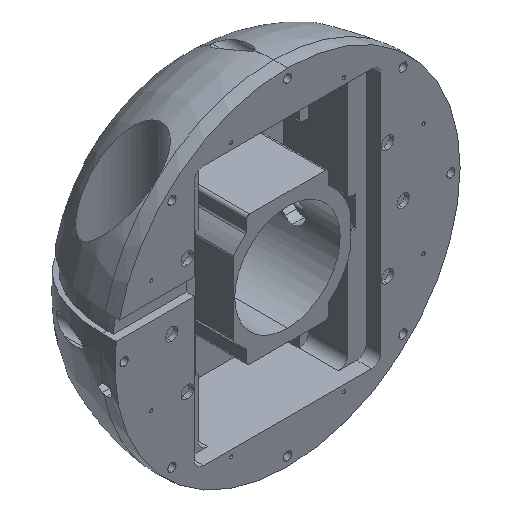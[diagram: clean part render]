
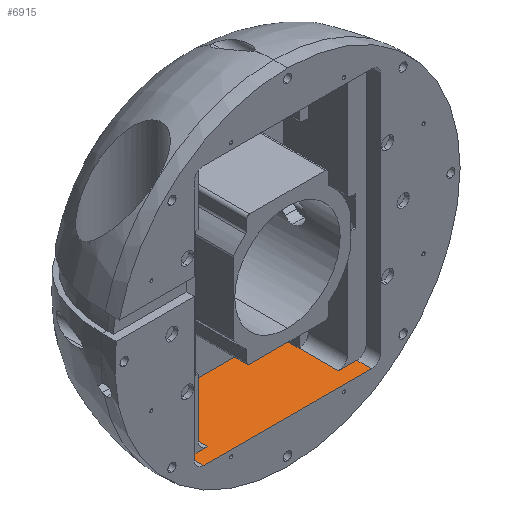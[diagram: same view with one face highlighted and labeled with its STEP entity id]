
A CAD part, isometric view. The second image highlights one B-rep face of the part: STEP entity #6915.
In plain terms, the highlighted planar face has unit normal (0, 0, 1).
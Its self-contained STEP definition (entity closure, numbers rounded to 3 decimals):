
#122 = VERTEX_POINT ( 'NONE', #9014 ) ;
#151 = CARTESIAN_POINT ( 'NONE',  ( -60.5, 9.5, -84.2 ) ) ;
#212 = DIRECTION ( 'NONE',  ( -1., 0., 0. ) ) ;
#291 = CARTESIAN_POINT ( 'NONE',  ( -42.5, 51., -84.2 ) ) ;
#316 = LINE ( 'NONE', #11246, #7081 ) ;
#339 = ORIENTED_EDGE ( 'NONE', *, *, #5191, .F. ) ;
#627 = VERTEX_POINT ( 'NONE', #3663 ) ;
#701 = EDGE_CURVE ( 'NONE', #1348, #122, #7128, .T. ) ;
#792 = CARTESIAN_POINT ( 'NONE',  ( -42.5, 0., -84.2 ) ) ;
#1025 = VECTOR ( 'NONE', #3640, 1000. ) ;
#1067 = ORIENTED_EDGE ( 'NONE', *, *, #12810, .T. ) ;
#1131 = LINE ( 'NONE', #151, #7721 ) ;
#1348 = VERTEX_POINT ( 'NONE', #9552 ) ;
#1883 = VECTOR ( 'NONE', #7577, 1000. ) ;
#1967 = ORIENTED_EDGE ( 'NONE', *, *, #8750, .T. ) ;
#2018 = CARTESIAN_POINT ( 'NONE',  ( 42.5, 51., -84.2 ) ) ;
#2513 = EDGE_CURVE ( 'NONE', #4405, #12044, #7285, .T. ) ;
#2737 = LINE ( 'NONE', #4873, #12219 ) ;
#2743 = AXIS2_PLACEMENT_3D ( 'NONE', #3348, #12102, #5604 ) ;
#2869 = CARTESIAN_POINT ( 'NONE',  ( 60.5, 9.5, -84.2 ) ) ;
#2976 = DIRECTION ( 'NONE',  ( 1., 0., 0. ) ) ;
#3272 = CARTESIAN_POINT ( 'NONE',  ( -42.5, 9.5, -84.2 ) ) ;
#3348 = CARTESIAN_POINT ( 'NONE',  ( -42.5, 51., -84.2 ) ) ;
#3381 = LINE ( 'NONE', #13334, #6179 ) ;
#3640 = DIRECTION ( 'NONE',  ( 1., 0., 0. ) ) ;
#3663 = CARTESIAN_POINT ( 'NONE',  ( -54.5, 9.5, -84.2 ) ) ;
#3769 = VERTEX_POINT ( 'NONE', #4428 ) ;
#4301 = VERTEX_POINT ( 'NONE', #6454 ) ;
#4308 = VECTOR ( 'NONE', #9400, 1000. ) ;
#4321 = EDGE_CURVE ( 'NONE', #7971, #4301, #12941, .T. ) ;
#4405 = VERTEX_POINT ( 'NONE', #291 ) ;
#4428 = CARTESIAN_POINT ( 'NONE',  ( 54.5, 9.5, -84.2 ) ) ;
#4654 = DIRECTION ( 'NONE',  ( 0., -1., 0. ) ) ;
#4873 = CARTESIAN_POINT ( 'NONE',  ( 54.5, 9.5, -84.2 ) ) ;
#5087 = ORIENTED_EDGE ( 'NONE', *, *, #11920, .F. ) ;
#5191 = EDGE_CURVE ( 'NONE', #12044, #122, #316, .T. ) ;
#5604 = DIRECTION ( 'NONE',  ( -1., 0., 0. ) ) ;
#6138 = VERTEX_POINT ( 'NONE', #8202 ) ;
#6179 = VECTOR ( 'NONE', #4654, 1000. ) ;
#6182 = ORIENTED_EDGE ( 'NONE', *, *, #2513, .F. ) ;
#6278 = CARTESIAN_POINT ( 'NONE',  ( 54.5, 0., -84.2 ) ) ;
#6330 = EDGE_CURVE ( 'NONE', #4301, #627, #1131, .T. ) ;
#6454 = CARTESIAN_POINT ( 'NONE',  ( -42.5, 9.5, -84.2 ) ) ;
#6673 = PLANE ( 'NONE',  #2743 ) ;
#6798 = FACE_OUTER_BOUND ( 'NONE', #12633, .T. ) ;
#6915 = ADVANCED_FACE ( 'NONE', ( #6798 ), #6673, .F. ) ;
#7081 = VECTOR ( 'NONE', #10114, 1000. ) ;
#7128 = LINE ( 'NONE', #9110, #8843 ) ;
#7285 = LINE ( 'NONE', #13928, #11367 ) ;
#7318 = ORIENTED_EDGE ( 'NONE', *, *, #701, .T. ) ;
#7577 = DIRECTION ( 'NONE',  ( 0., -1., 0. ) ) ;
#7721 = VECTOR ( 'NONE', #212, 1000. ) ;
#7971 = VERTEX_POINT ( 'NONE', #13815 ) ;
#8054 = ORIENTED_EDGE ( 'NONE', *, *, #6330, .T. ) ;
#8176 = DIRECTION ( 'NONE',  ( 0., 1., 0. ) ) ;
#8202 = CARTESIAN_POINT ( 'NONE',  ( -54.5, 0., -84.2 ) ) ;
#8485 = EDGE_CURVE ( 'NONE', #4405, #7971, #10093, .T. ) ;
#8750 = EDGE_CURVE ( 'NONE', #627, #6138, #3381, .T. ) ;
#8843 = VECTOR ( 'NONE', #8176, 1000. ) ;
#9014 = CARTESIAN_POINT ( 'NONE',  ( 42.5, 35., -84.2 ) ) ;
#9110 = CARTESIAN_POINT ( 'NONE',  ( 42.5, 51., -84.2 ) ) ;
#9400 = DIRECTION ( 'NONE',  ( 1., 0., 0. ) ) ;
#9552 = CARTESIAN_POINT ( 'NONE',  ( 42.5, 9.5, -84.2 ) ) ;
#10093 = LINE ( 'NONE', #10234, #11570 ) ;
#10114 = DIRECTION ( 'NONE',  ( 0., -1., 0. ) ) ;
#10234 = CARTESIAN_POINT ( 'NONE',  ( -42.5, 51., -84.2 ) ) ;
#10526 = LINE ( 'NONE', #792, #4308 ) ;
#10570 = ORIENTED_EDGE ( 'NONE', *, *, #8485, .T. ) ;
#10700 = VERTEX_POINT ( 'NONE', #6278 ) ;
#10889 = DIRECTION ( 'NONE',  ( 0., 1., 0. ) ) ;
#11246 = CARTESIAN_POINT ( 'NONE',  ( 42.5, 51., -84.2 ) ) ;
#11367 = VECTOR ( 'NONE', #2976, 1000. ) ;
#11570 = VECTOR ( 'NONE', #13348, 1000. ) ;
#11920 = EDGE_CURVE ( 'NONE', #1348, #3769, #13402, .T. ) ;
#12044 = VERTEX_POINT ( 'NONE', #2018 ) ;
#12102 = DIRECTION ( 'NONE',  ( 0., 0., -1. ) ) ;
#12219 = VECTOR ( 'NONE', #10889, 1000. ) ;
#12633 = EDGE_LOOP ( 'NONE', ( #10570, #13662, #8054, #1967, #1067, #13192, #5087, #7318, #339, #6182 ) ) ;
#12810 = EDGE_CURVE ( 'NONE', #6138, #10700, #10526, .T. ) ;
#12941 = LINE ( 'NONE', #3272, #1883 ) ;
#13192 = ORIENTED_EDGE ( 'NONE', *, *, #13414, .T. ) ;
#13334 = CARTESIAN_POINT ( 'NONE',  ( -54.5, 51., -84.2 ) ) ;
#13348 = DIRECTION ( 'NONE',  ( 0., -1., 0. ) ) ;
#13402 = LINE ( 'NONE', #2869, #1025 ) ;
#13414 = EDGE_CURVE ( 'NONE', #10700, #3769, #2737, .T. ) ;
#13662 = ORIENTED_EDGE ( 'NONE', *, *, #4321, .T. ) ;
#13815 = CARTESIAN_POINT ( 'NONE',  ( -42.5, 35., -84.2 ) ) ;
#13928 = CARTESIAN_POINT ( 'NONE',  ( -42.5, 51., -84.2 ) ) ;
